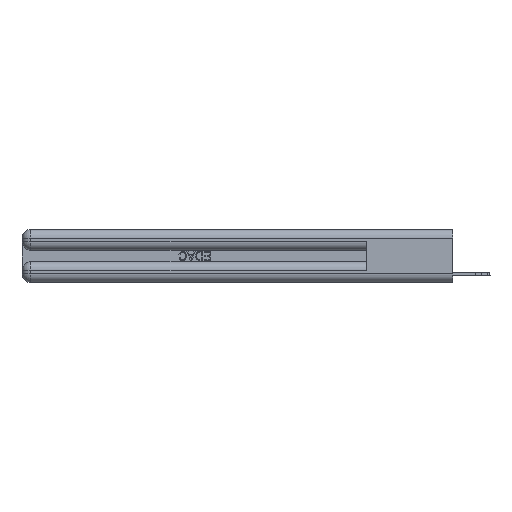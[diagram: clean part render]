
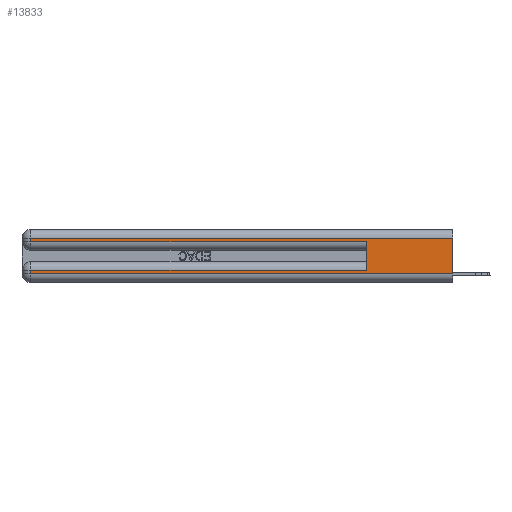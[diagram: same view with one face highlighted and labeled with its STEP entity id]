
A CAD part, left-side view. The second image highlights one B-rep face of the part: STEP entity #13833.
In plain terms, the highlighted planar face has unit normal (-1, 0, 0).
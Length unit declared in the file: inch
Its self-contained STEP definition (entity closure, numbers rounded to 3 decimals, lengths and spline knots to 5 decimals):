
#465 = VECTOR ( 'NONE', #25789, 39.37008 ) ;
#1093 = VERTEX_POINT ( 'NONE', #13245 ) ;
#2044 = EDGE_CURVE ( 'NONE', #11165, #3666, #5315, .T. ) ;
#3643 = DIRECTION ( 'NONE',  ( 0., -1., 0. ) ) ;
#3666 = VERTEX_POINT ( 'NONE', #27588 ) ;
#3795 = EDGE_LOOP ( 'NONE', ( #10106, #26362, #23553, #21583, #21426, #13229, #11900, #27226 ) ) ;
#4784 = VECTOR ( 'NONE', #6331, 39.37008 ) ;
#5315 = LINE ( 'NONE', #5767, #20874 ) ;
#5767 = CARTESIAN_POINT ( 'NONE',  ( 0., 0., 0.285 ) ) ;
#6171 = VECTOR ( 'NONE', #24014, 39.37008 ) ;
#6331 = DIRECTION ( 'NONE',  ( 0., 0., -1. ) ) ;
#7424 = CARTESIAN_POINT ( 'NONE',  ( 0., 0., 0.085 ) ) ;
#7953 = DIRECTION ( 'NONE',  ( 1., 0., 0. ) ) ;
#8337 = CARTESIAN_POINT ( 'NONE',  ( 0., 2.94, 0.285 ) ) ;
#9572 = LINE ( 'NONE', #20670, #19279 ) ;
#9693 = LINE ( 'NONE', #7424, #11538 ) ;
#9725 = EDGE_CURVE ( 'NONE', #23617, #1093, #9693, .T. ) ;
#10002 = DIRECTION ( 'NONE',  ( 0., 1., 0. ) ) ;
#10061 = CARTESIAN_POINT ( 'NONE',  ( 0., 0., 0.06 ) ) ;
#10070 = CARTESIAN_POINT ( 'NONE',  ( 0., 0., 0.37 ) ) ;
#10106 = ORIENTED_EDGE ( 'NONE', *, *, #25040, .F. ) ;
#11056 = VERTEX_POINT ( 'NONE', #18846 ) ;
#11165 = VERTEX_POINT ( 'NONE', #8337 ) ;
#11538 = VECTOR ( 'NONE', #10002, 39.37008 ) ;
#11807 = AXIS2_PLACEMENT_3D ( 'NONE', #10070, #7953, #19057 ) ;
#11900 = ORIENTED_EDGE ( 'NONE', *, *, #12612, .T. ) ;
#12027 = LINE ( 'NONE', #21480, #27672 ) ;
#12481 = PLANE ( 'NONE',  #11807 ) ;
#12612 = EDGE_CURVE ( 'NONE', #1093, #11056, #16323, .T. ) ;
#13229 = ORIENTED_EDGE ( 'NONE', *, *, #9725, .T. ) ;
#13245 = CARTESIAN_POINT ( 'NONE',  ( 0., 2.94, 0.085 ) ) ;
#13833 = ADVANCED_FACE ( 'NONE', ( #23848 ), #12481, .F. ) ;
#14916 = VERTEX_POINT ( 'NONE', #20583 ) ;
#15007 = DIRECTION ( 'NONE',  ( 0., -1., 0. ) ) ;
#16239 = CARTESIAN_POINT ( 'NONE',  ( 0., 0.6, 0.085 ) ) ;
#16323 = LINE ( 'NONE', #28025, #465 ) ;
#17379 = LINE ( 'NONE', #10061, #25781 ) ;
#17599 = EDGE_CURVE ( 'NONE', #11056, #27642, #17379, .T. ) ;
#18273 = DIRECTION ( 'NONE',  ( 0., 0., -1. ) ) ;
#18846 = CARTESIAN_POINT ( 'NONE',  ( 0., 2.94, 0.06 ) ) ;
#19057 = DIRECTION ( 'NONE',  ( 0., 0., -1. ) ) ;
#19074 = CARTESIAN_POINT ( 'NONE',  ( 0., 0.6, 0.145 ) ) ;
#19279 = VECTOR ( 'NONE', #18273, 39.37008 ) ;
#19862 = EDGE_CURVE ( 'NONE', #22507, #14916, #12027, .T. ) ;
#20583 = CARTESIAN_POINT ( 'NONE',  ( 0., 2.94, 0.31 ) ) ;
#20670 = CARTESIAN_POINT ( 'NONE',  ( 0., 2.94, 0.37 ) ) ;
#20874 = VECTOR ( 'NONE', #3643, 39.37008 ) ;
#21426 = ORIENTED_EDGE ( 'NONE', *, *, #23766, .F. ) ;
#21480 = CARTESIAN_POINT ( 'NONE',  ( 0., 0., 0.31 ) ) ;
#21583 = ORIENTED_EDGE ( 'NONE', *, *, #2044, .T. ) ;
#22507 = VERTEX_POINT ( 'NONE', #23973 ) ;
#23123 = CARTESIAN_POINT ( 'NONE',  ( 0., 0., 0.06 ) ) ;
#23394 = DIRECTION ( 'NONE',  ( 0., 1., 0. ) ) ;
#23553 = ORIENTED_EDGE ( 'NONE', *, *, #29357, .T. ) ;
#23617 = VERTEX_POINT ( 'NONE', #16239 ) ;
#23766 = EDGE_CURVE ( 'NONE', #23617, #3666, #25842, .T. ) ;
#23848 = FACE_OUTER_BOUND ( 'NONE', #3795, .T. ) ;
#23973 = CARTESIAN_POINT ( 'NONE',  ( 0., 0., 0.31 ) ) ;
#24014 = DIRECTION ( 'NONE',  ( 0., 0., 1. ) ) ;
#25040 = EDGE_CURVE ( 'NONE', #22507, #27642, #29270, .T. ) ;
#25781 = VECTOR ( 'NONE', #15007, 39.37008 ) ;
#25789 = DIRECTION ( 'NONE',  ( 0., 0., -1. ) ) ;
#25842 = LINE ( 'NONE', #19074, #6171 ) ;
#26362 = ORIENTED_EDGE ( 'NONE', *, *, #19862, .T. ) ;
#26888 = CARTESIAN_POINT ( 'NONE',  ( 0., 0., 0.37 ) ) ;
#27226 = ORIENTED_EDGE ( 'NONE', *, *, #17599, .T. ) ;
#27588 = CARTESIAN_POINT ( 'NONE',  ( 0., 0.6, 0.285 ) ) ;
#27642 = VERTEX_POINT ( 'NONE', #23123 ) ;
#27672 = VECTOR ( 'NONE', #23394, 39.37008 ) ;
#28025 = CARTESIAN_POINT ( 'NONE',  ( 0., 2.94, 0.37 ) ) ;
#29270 = LINE ( 'NONE', #26888, #4784 ) ;
#29357 = EDGE_CURVE ( 'NONE', #14916, #11165, #9572, .T. ) ;
